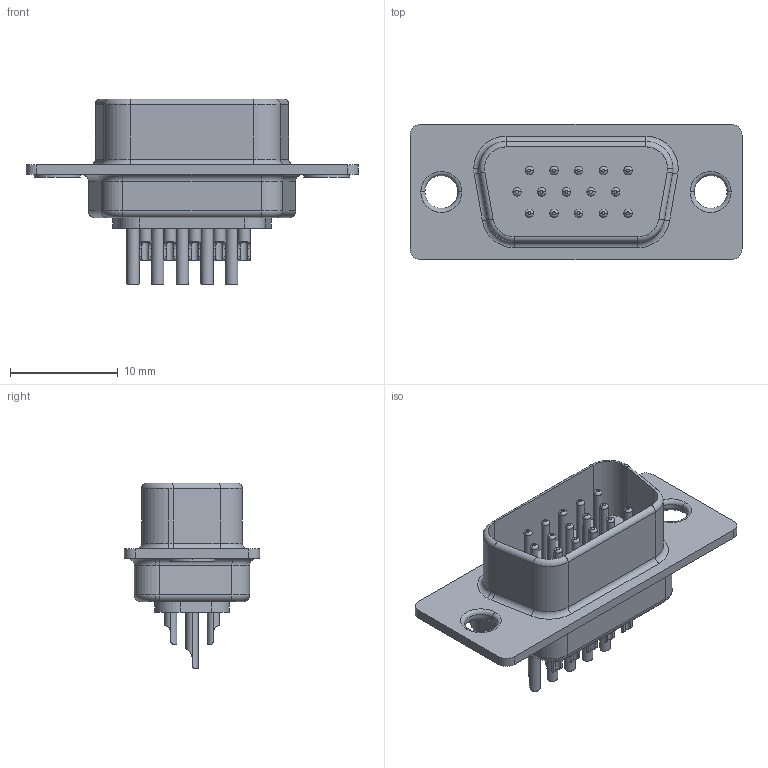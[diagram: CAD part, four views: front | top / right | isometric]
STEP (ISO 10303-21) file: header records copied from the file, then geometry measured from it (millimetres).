
FILE_DESCRIPTION (( 'STEP AP214' ), '1' );
FILE_NAME ('K86X-EA-15P_rA2.STEP', '2012-08-20T16:13:22', ( 'Daniel' ), ( 'Microsoft' ), 'SwSTEP 2.0', 'SolidWorks 2012', '' );
FILE_SCHEMA (( 'AUTOMOTIVE_DESIGN' ));
Length unit declared in the file: millimetre
Products named in the file (1): K86X-EA-15P_rA2
Bounding box: 30.81 x 12.55 x 17.25 mm (x, y, z)
Volume: 1404.8 mm3; surface area: 2064.9 mm2
Topology: 1 solids, 1 shells, 343 faces, 764 edges, 458 vertices
Faces by surface type: cylinder 183, plane 102, torus 58
Entity records: 11379 total; most frequent: CARTESIAN_POINT 2556, DIRECTION 1692, ORIENTED_EDGE 1528, EDGE_CURVE 764, AXIS2_PLACEMENT_3D 674, VERTEX_POINT 458, EDGE_LOOP 382, VECTOR 344
